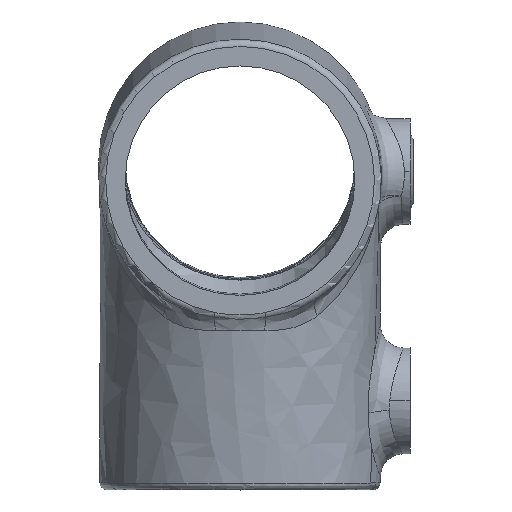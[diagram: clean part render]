
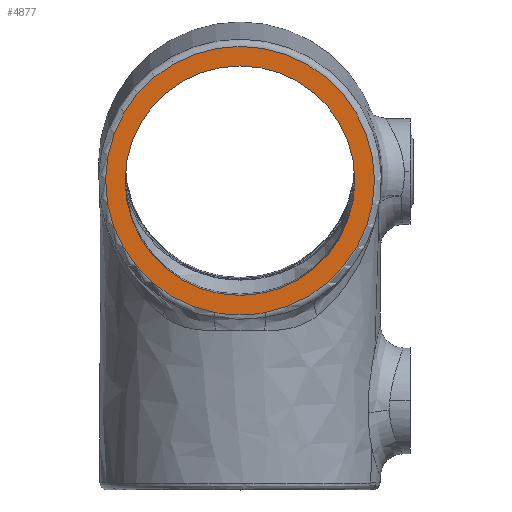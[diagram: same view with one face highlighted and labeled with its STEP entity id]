
A CAD part, top view. The second image highlights one B-rep face of the part: STEP entity #4877.
In plain terms, the highlighted planar face has unit normal (0, -0.052, 0.999).
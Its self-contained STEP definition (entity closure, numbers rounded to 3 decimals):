
#41 = DIRECTION ( 'NONE',  ( 0., -0.052, 0.999 ) ) ;
#79 = ORIENTED_EDGE ( 'NONE', *, *, #1516, .F. ) ;
#312 = CIRCLE ( 'NONE', #697, 25. ) ;
#475 = CARTESIAN_POINT ( 'NONE',  ( 0., 22.898, 40.754 ) ) ;
#581 = DIRECTION ( 'NONE',  ( 0., -0.052, 0.999 ) ) ;
#588 = CARTESIAN_POINT ( 'NONE',  ( 4.576, -30.932, 37.933 ) ) ;
#613 = CARTESIAN_POINT ( 'NONE',  ( 1.842, -31.3, 37.914 ) ) ;
#697 = AXIS2_PLACEMENT_3D ( 'NONE', #7050, #41, #6413 ) ;
#987 = AXIS2_PLACEMENT_3D ( 'NONE', #6719, #3245, #6770 ) ;
#1122 = VERTEX_POINT ( 'NONE', #4273 ) ;
#1311 = FACE_BOUND ( 'NONE', #2934, .T. ) ;
#1516 = EDGE_CURVE ( 'NONE', #2906, #4711, #4479, .T. ) ;
#1653 = VERTEX_POINT ( 'NONE', #2645 ) ;
#1779 = CARTESIAN_POINT ( 'NONE',  ( 0., -2.067, 39.446 ) ) ;
#2645 = CARTESIAN_POINT ( 'NONE',  ( 5.482, -30.76, 37.942 ) ) ;
#2882 = FACE_OUTER_BOUND ( 'NONE', #3724, .T. ) ;
#2906 = VERTEX_POINT ( 'NONE', #475 ) ;
#2934 = EDGE_LOOP ( 'NONE', ( #7110, #79 ) ) ;
#3018 = AXIS2_PLACEMENT_3D ( 'NONE', #4306, #7263, #6599 ) ;
#3033 = EDGE_CURVE ( 'NONE', #1653, #1122, #6362, .T. ) ;
#3245 = DIRECTION ( 'NONE',  ( 0., -0.052, 0.999 ) ) ;
#3478 = ORIENTED_EDGE ( 'NONE', *, *, #6505, .T. ) ;
#3592 = CARTESIAN_POINT ( 'NONE',  ( -0.907, -31.36, 37.911 ) ) ;
#3724 = EDGE_LOOP ( 'NONE', ( #7012, #3478 ) ) ;
#3736 = B_SPLINE_CURVE_WITH_KNOTS ( 'NONE', 3,
 ( #4707, #5857, #7569, #7073, #3592, #5263, #613, #4659, #588, #4122 ),
 .UNSPECIFIED., .F., .F.,
 ( 4, 2, 2, 2, 4 ),
 ( 0., 0.003, 0.006, 0.008, 0.011 ),
 .UNSPECIFIED. ) ;
#4122 = CARTESIAN_POINT ( 'NONE',  ( 5.482, -30.76, 37.942 ) ) ;
#4273 = CARTESIAN_POINT ( 'NONE',  ( -5.482, -30.76, 37.942 ) ) ;
#4306 = CARTESIAN_POINT ( 'NONE',  ( 0., -2.067, 39.446 ) ) ;
#4479 = CIRCLE ( 'NONE', #3018, 25. ) ;
#4659 = CARTESIAN_POINT ( 'NONE',  ( 3.666, -31.086, 37.925 ) ) ;
#4707 = CARTESIAN_POINT ( 'NONE',  ( -5.482, -30.76, 37.942 ) ) ;
#4711 = VERTEX_POINT ( 'NONE', #6000 ) ;
#4877 = ADVANCED_FACE ( 'NONE', ( #2882, #1311 ), #7354, .T. ) ;
#5263 = CARTESIAN_POINT ( 'NONE',  ( 0.927, -31.36, 37.911 ) ) ;
#5822 = DIRECTION ( 'NONE',  ( 0., -0.999, -0.052 ) ) ;
#5857 = CARTESIAN_POINT ( 'NONE',  ( -4.574, -30.933, 37.933 ) ) ;
#6000 = CARTESIAN_POINT ( 'NONE',  ( 0., -27.033, 38.137 ) ) ;
#6312 = AXIS2_PLACEMENT_3D ( 'NONE', #1779, #581, #5822 ) ;
#6362 = CIRCLE ( 'NONE', #6312, 29.25 ) ;
#6413 = DIRECTION ( 'NONE',  ( 0., -0.999, -0.052 ) ) ;
#6505 = EDGE_CURVE ( 'NONE', #1122, #1653, #3736, .T. ) ;
#6599 = DIRECTION ( 'NONE',  ( 0., -0.999, -0.052 ) ) ;
#6716 = EDGE_CURVE ( 'NONE', #4711, #2906, #312, .T. ) ;
#6719 = CARTESIAN_POINT ( 'NONE',  ( 0., -2.067, 39.446 ) ) ;
#6770 = DIRECTION ( 'NONE',  ( 0., -0.999, -0.052 ) ) ;
#7012 = ORIENTED_EDGE ( 'NONE', *, *, #3033, .T. ) ;
#7050 = CARTESIAN_POINT ( 'NONE',  ( 0., -2.067, 39.446 ) ) ;
#7073 = CARTESIAN_POINT ( 'NONE',  ( -1.83, -31.301, 37.914 ) ) ;
#7110 = ORIENTED_EDGE ( 'NONE', *, *, #6716, .F. ) ;
#7263 = DIRECTION ( 'NONE',  ( 0., -0.052, 0.999 ) ) ;
#7354 = PLANE ( 'NONE',  #987 ) ;
#7569 = CARTESIAN_POINT ( 'NONE',  ( -3.664, -31.087, 37.925 ) ) ;
